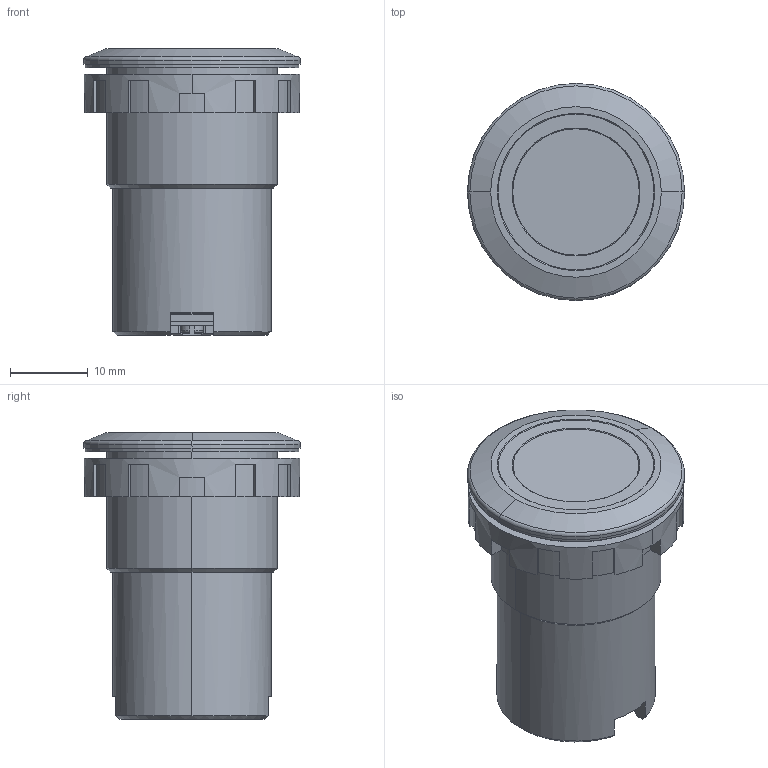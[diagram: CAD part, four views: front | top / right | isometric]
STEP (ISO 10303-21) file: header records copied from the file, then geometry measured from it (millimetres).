
FILE_DESCRIPTION (( 'STEP AP214' ), '1' );
FILE_NAME ('601_CW[1][4]H-DM1[N][T]GR-C.STEP', '2022-01-25T00:43:22', ( '' ), ( '' ), 'SwSTEP 2.0', 'SolidWorks 2019', '' );
FILE_SCHEMA (( 'AUTOMOTIVE_DESIGN' ));
Length unit declared in the file: millimetre
Products named in the file (3): CW-LOCK-NUT; CW-H-BODY; 601_CW[1][4]H-DM1[N][T]GR-C
Assembly tree (2 placements, depth 2):
  601_CW[1][4]H-DM1[N][T]GR-C
    CW-H-BODY
    CW-LOCK-NUT
Bounding box: 28 x 28 x 37 mm (x, y, z)
Volume: 13444.7 mm3; surface area: 5963.1 mm2
Topology: 2 solids, 2 shells, 314 faces, 829 edges, 532 vertices
Faces by surface type: plane 226, cylinder 65, cone 19, torus 4
Entity records: 9786 total; most frequent: CARTESIAN_POINT 1762, ORIENTED_EDGE 1658, DIRECTION 1650, EDGE_CURVE 829, VECTOR 598, LINE 598, VERTEX_POINT 532, AXIS2_PLACEMENT_3D 526
